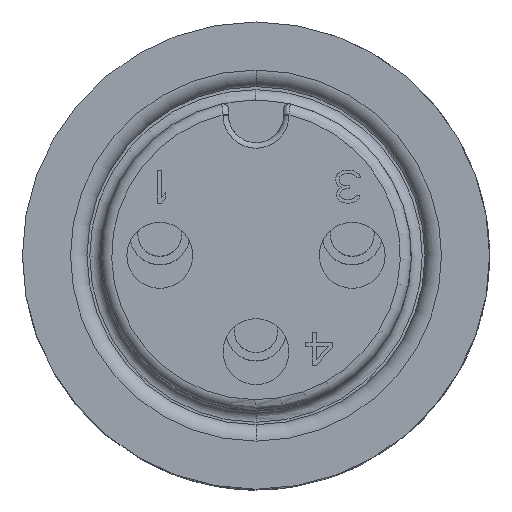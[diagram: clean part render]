
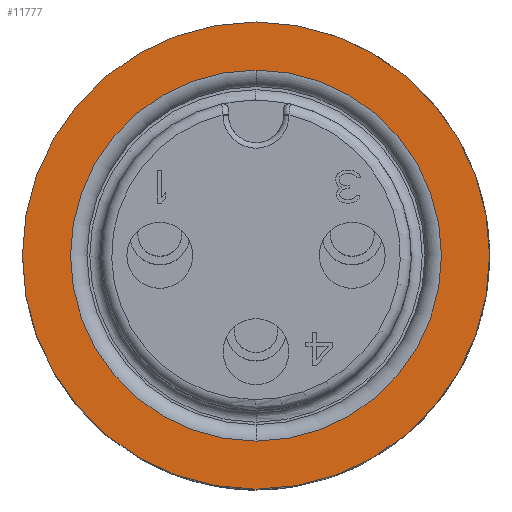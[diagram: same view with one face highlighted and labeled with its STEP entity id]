
A CAD part, top view. The second image highlights one B-rep face of the part: STEP entity #11777.
In plain terms, the highlighted planar face has unit normal (0, 0, 1).
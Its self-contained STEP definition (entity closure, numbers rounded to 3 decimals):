
#1510=CARTESIAN_POINT('',(0.,0.,-2.04));
#1511=DIRECTION('',(0.,0.,-1.));
#1512=DIRECTION('',(0.,-1.,0.));
#1513=AXIS2_PLACEMENT_3D('',#1510,#1511,#1512);
#1515=CARTESIAN_POINT('',(0.,0.,-2.04));
#1516=DIRECTION('',(0.,0.,-1.));
#1517=DIRECTION('',(0.,1.,0.));
#1518=AXIS2_PLACEMENT_3D('',#1515,#1516,#1517);
#1520=CARTESIAN_POINT('',(0.,0.,-2.04));
#1521=DIRECTION('',(0.,0.,1.));
#1522=DIRECTION('',(0.,-1.,0.));
#1523=AXIS2_PLACEMENT_3D('',#1520,#1521,#1522);
#1525=CARTESIAN_POINT('',(0.,0.,-2.04));
#1526=DIRECTION('',(0.,0.,1.));
#1527=DIRECTION('',(0.,1.,0.));
#1528=AXIS2_PLACEMENT_3D('',#1525,#1526,#1527);
#9174=CARTESIAN_POINT('',(0.,4.25,-2.04));
#9175=VERTEX_POINT('',#9174);
#9176=CARTESIAN_POINT('',(0.,-4.25,-2.04));
#9177=VERTEX_POINT('',#9176);
#9291=CARTESIAN_POINT('',(0.,-3.375,-2.04));
#9292=CARTESIAN_POINT('',(0.,3.375,-2.04));
#9293=VERTEX_POINT('',#9291);
#9294=VERTEX_POINT('',#9292);
#11762=CARTESIAN_POINT('',(0.,0.,-2.04));
#11763=DIRECTION('',(0.,0.,-1.));
#11764=DIRECTION('',(0.,-1.,0.));
#11765=AXIS2_PLACEMENT_3D('',#11762,#11763,#11764);
#11766=PLANE('',#11765);
#11768=ORIENTED_EDGE('',*,*,#11767,.T.);
#11770=ORIENTED_EDGE('',*,*,#11769,.T.);
#11771=EDGE_LOOP('',(#11768,#11770));
#11772=FACE_OUTER_BOUND('',#11771,.F.);
#11773=ORIENTED_EDGE('',*,*,#11748,.T.);
#11774=ORIENTED_EDGE('',*,*,#11730,.T.);
#11775=EDGE_LOOP('',(#11773,#11774));
#11776=FACE_BOUND('',#11775,.F.);
#11777=ADVANCED_FACE('',(#11772,#11776),#11766,.F.);
#1514=CIRCLE('',#1513,4.25);
#1519=CIRCLE('',#1518,4.25);
#1524=CIRCLE('',#1523,3.375);
#1529=CIRCLE('',#1528,3.375);
#11730=EDGE_CURVE('',#9294,#9293,#1529,.T.);
#11748=EDGE_CURVE('',#9293,#9294,#1524,.T.);
#11767=EDGE_CURVE('',#9177,#9175,#1514,.T.);
#11769=EDGE_CURVE('',#9175,#9177,#1519,.T.);
